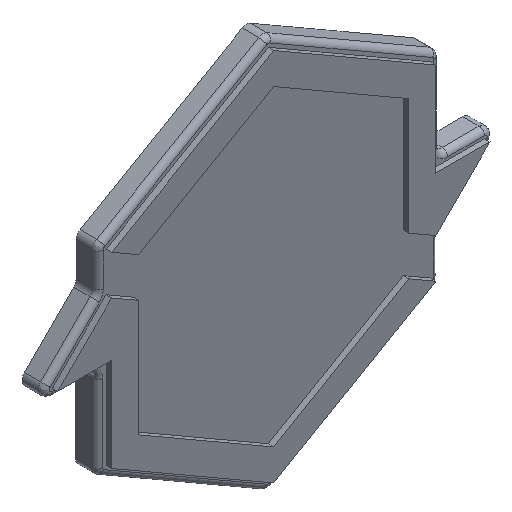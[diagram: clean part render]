
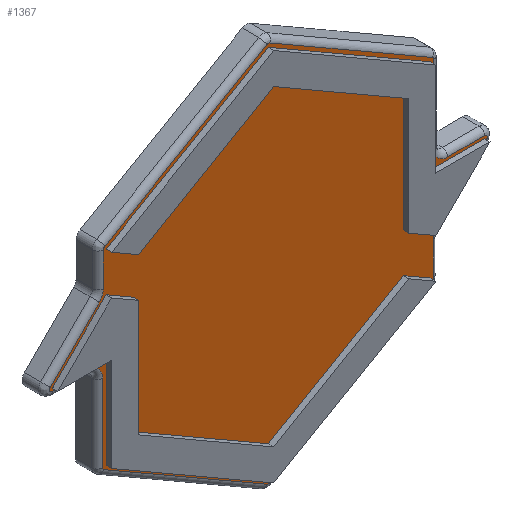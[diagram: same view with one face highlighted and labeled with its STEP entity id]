
A CAD part, isometric view. The second image highlights one B-rep face of the part: STEP entity #1367.
In plain terms, the highlighted planar face has unit normal (0, -1, 0).
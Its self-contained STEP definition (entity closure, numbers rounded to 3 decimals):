
#31=PLANE('',#1515);
#74=LINE('',#2034,#200);
#76=LINE('',#2054,#202);
#78=LINE('',#2066,#204);
#80=LINE('',#2092,#206);
#82=LINE('',#2104,#208);
#84=LINE('',#2124,#210);
#86=LINE('',#2144,#212);
#88=LINE('',#2164,#214);
#90=LINE('',#2176,#216);
#92=LINE('',#2202,#218);
#94=LINE('',#2214,#220);
#95=LINE('',#2230,#221);
#200=VECTOR('',#1598,10.);
#202=VECTOR('',#1610,10.);
#204=VECTOR('',#1624,10.);
#206=VECTOR('',#1636,10.);
#208=VECTOR('',#1650,10.);
#210=VECTOR('',#1662,10.);
#212=VECTOR('',#1674,10.);
#214=VECTOR('',#1686,10.);
#216=VECTOR('',#1700,10.);
#218=VECTOR('',#1712,10.);
#220=VECTOR('',#1726,10.);
#221=VECTOR('',#1735,10.);
#391=FACE_OUTER_BOUND('',#477,.T.);
#477=EDGE_LOOP('',(#1071,#1072,#1073,#1074,#1075,#1076,#1077,#1078,#1079,
#1080,#1081,#1082,#1083,#1084,#1085,#1086,#1087,#1088,#1089,#1090,#1091,
#1092,#1093,#1094));
#534=CIRCLE('',#1434,1.);
#540=CIRCLE('',#1441,1.);
#544=CIRCLE('',#1447,5.);
#548=CIRCLE('',#1452,1.);
#552=CIRCLE('',#1458,5.);
#556=CIRCLE('',#1463,1.);
#560=CIRCLE('',#1468,1.);
#564=CIRCLE('',#1473,1.);
#568=CIRCLE('',#1479,5.);
#572=CIRCLE('',#1484,1.);
#576=CIRCLE('',#1490,5.);
#580=CIRCLE('',#1495,1.);
#606=VERTEX_POINT('',#2022);
#607=VERTEX_POINT('',#2024);
#609=VERTEX_POINT('',#2030);
#611=VERTEX_POINT('',#2044);
#613=VERTEX_POINT('',#2050);
#615=VERTEX_POINT('',#2056);
#617=VERTEX_POINT('',#2062);
#619=VERTEX_POINT('',#2082);
#621=VERTEX_POINT('',#2088);
#623=VERTEX_POINT('',#2094);
#625=VERTEX_POINT('',#2100);
#627=VERTEX_POINT('',#2114);
#629=VERTEX_POINT('',#2120);
#631=VERTEX_POINT('',#2134);
#633=VERTEX_POINT('',#2140);
#635=VERTEX_POINT('',#2154);
#637=VERTEX_POINT('',#2160);
#639=VERTEX_POINT('',#2166);
#641=VERTEX_POINT('',#2172);
#643=VERTEX_POINT('',#2192);
#645=VERTEX_POINT('',#2198);
#647=VERTEX_POINT('',#2204);
#649=VERTEX_POINT('',#2210);
#651=VERTEX_POINT('',#2224);
#730=EDGE_CURVE('',#606,#607,#534,.T.);
#735=EDGE_CURVE('',#607,#609,#74,.T.);
#738=EDGE_CURVE('',#609,#611,#540,.T.);
#741=EDGE_CURVE('',#611,#613,#76,.T.);
#744=EDGE_CURVE('',#613,#615,#544,.T.);
#747=EDGE_CURVE('',#615,#617,#78,.T.);
#750=EDGE_CURVE('',#617,#619,#548,.T.);
#753=EDGE_CURVE('',#619,#621,#80,.T.);
#756=EDGE_CURVE('',#621,#623,#552,.T.);
#759=EDGE_CURVE('',#623,#625,#82,.T.);
#762=EDGE_CURVE('',#625,#627,#556,.T.);
#765=EDGE_CURVE('',#627,#629,#84,.T.);
#768=EDGE_CURVE('',#629,#631,#560,.T.);
#771=EDGE_CURVE('',#631,#633,#86,.T.);
#774=EDGE_CURVE('',#633,#635,#564,.T.);
#777=EDGE_CURVE('',#635,#637,#88,.T.);
#780=EDGE_CURVE('',#637,#639,#568,.T.);
#783=EDGE_CURVE('',#639,#641,#90,.T.);
#786=EDGE_CURVE('',#641,#643,#572,.T.);
#789=EDGE_CURVE('',#643,#645,#92,.T.);
#792=EDGE_CURVE('',#645,#647,#576,.T.);
#795=EDGE_CURVE('',#647,#649,#94,.T.);
#798=EDGE_CURVE('',#649,#651,#580,.T.);
#799=EDGE_CURVE('',#651,#606,#95,.T.);
#1071=ORIENTED_EDGE('',*,*,#730,.F.);
#1072=ORIENTED_EDGE('',*,*,#799,.F.);
#1073=ORIENTED_EDGE('',*,*,#798,.F.);
#1074=ORIENTED_EDGE('',*,*,#795,.F.);
#1075=ORIENTED_EDGE('',*,*,#792,.F.);
#1076=ORIENTED_EDGE('',*,*,#789,.F.);
#1077=ORIENTED_EDGE('',*,*,#786,.F.);
#1078=ORIENTED_EDGE('',*,*,#783,.F.);
#1079=ORIENTED_EDGE('',*,*,#780,.F.);
#1080=ORIENTED_EDGE('',*,*,#777,.F.);
#1081=ORIENTED_EDGE('',*,*,#774,.F.);
#1082=ORIENTED_EDGE('',*,*,#771,.F.);
#1083=ORIENTED_EDGE('',*,*,#768,.F.);
#1084=ORIENTED_EDGE('',*,*,#765,.F.);
#1085=ORIENTED_EDGE('',*,*,#762,.F.);
#1086=ORIENTED_EDGE('',*,*,#759,.F.);
#1087=ORIENTED_EDGE('',*,*,#756,.F.);
#1088=ORIENTED_EDGE('',*,*,#753,.F.);
#1089=ORIENTED_EDGE('',*,*,#750,.F.);
#1090=ORIENTED_EDGE('',*,*,#747,.F.);
#1091=ORIENTED_EDGE('',*,*,#744,.F.);
#1092=ORIENTED_EDGE('',*,*,#741,.F.);
#1093=ORIENTED_EDGE('',*,*,#738,.F.);
#1094=ORIENTED_EDGE('',*,*,#735,.F.);
#1367=ADVANCED_FACE('',(#391),#31,.T.);
#1434=AXIS2_PLACEMENT_3D('',#2025,#1587,#1588);
#1441=AXIS2_PLACEMENT_3D('',#2048,#1603,#1604);
#1447=AXIS2_PLACEMENT_3D('',#2060,#1617,#1618);
#1452=AXIS2_PLACEMENT_3D('',#2086,#1629,#1630);
#1458=AXIS2_PLACEMENT_3D('',#2098,#1643,#1644);
#1463=AXIS2_PLACEMENT_3D('',#2118,#1655,#1656);
#1468=AXIS2_PLACEMENT_3D('',#2138,#1667,#1668);
#1473=AXIS2_PLACEMENT_3D('',#2158,#1679,#1680);
#1479=AXIS2_PLACEMENT_3D('',#2170,#1693,#1694);
#1484=AXIS2_PLACEMENT_3D('',#2196,#1705,#1706);
#1490=AXIS2_PLACEMENT_3D('',#2208,#1719,#1720);
#1495=AXIS2_PLACEMENT_3D('',#2228,#1731,#1732);
#1515=AXIS2_PLACEMENT_3D('',#2282,#1792,#1793);
#1587=DIRECTION('center_axis',(0.,1.,0.));
#1588=DIRECTION('ref_axis',(0.,0.,1.));
#1598=DIRECTION('',(0.866,0.,-0.5));
#1603=DIRECTION('center_axis',(0.,1.,0.));
#1604=DIRECTION('ref_axis',(0.866,0.,0.5));
#1610=DIRECTION('',(0.,0.,-1.));
#1617=DIRECTION('center_axis',(0.,-1.,0.));
#1618=DIRECTION('ref_axis',(-0.707,0.,-0.707));
#1624=DIRECTION('',(1.,0.,0.));
#1629=DIRECTION('center_axis',(0.,1.,0.));
#1630=DIRECTION('ref_axis',(0.924,0.,0.383));
#1636=DIRECTION('',(-0.707,0.,-0.707));
#1643=DIRECTION('center_axis',(0.,-1.,0.));
#1644=DIRECTION('ref_axis',(-0.924,0.,0.383));
#1650=DIRECTION('',(0.,0.,-1.));
#1655=DIRECTION('center_axis',(0.,1.,0.));
#1656=DIRECTION('ref_axis',(0.866,0.,-0.5));
#1662=DIRECTION('',(-0.866,0.,-0.5));
#1667=DIRECTION('center_axis',(0.,1.,0.));
#1668=DIRECTION('ref_axis',(0.,0.,-1.));
#1674=DIRECTION('',(-0.866,0.,0.5));
#1679=DIRECTION('center_axis',(0.,1.,0.));
#1680=DIRECTION('ref_axis',(-0.866,0.,-0.5));
#1686=DIRECTION('',(0.,0.,1.));
#1693=DIRECTION('center_axis',(0.,-1.,0.));
#1694=DIRECTION('ref_axis',(0.707,0.,0.707));
#1700=DIRECTION('',(-1.,0.,0.));
#1705=DIRECTION('center_axis',(0.,1.,0.));
#1706=DIRECTION('ref_axis',(-0.924,0.,-0.383));
#1712=DIRECTION('',(0.707,0.,0.707));
#1719=DIRECTION('center_axis',(0.,-1.,0.));
#1720=DIRECTION('ref_axis',(0.924,0.,-0.383));
#1726=DIRECTION('',(0.,0.,1.));
#1731=DIRECTION('center_axis',(0.,1.,0.));
#1732=DIRECTION('ref_axis',(-0.866,0.,0.5));
#1735=DIRECTION('',(0.866,0.,0.5));
#1792=DIRECTION('center_axis',(0.,-1.,0.));
#1793=DIRECTION('ref_axis',(0.,0.,-1.));
#2022=CARTESIAN_POINT('',(-0.5,5.,169.571));
#2024=CARTESIAN_POINT('',(0.5,5.,169.571));
#2025=CARTESIAN_POINT('Origin',(0.,5.,168.705));
#2030=CARTESIAN_POINT('',(60.,5.,135.218));
#2034=CARTESIAN_POINT('',(45.875,5.,143.373));
#2044=CARTESIAN_POINT('',(60.5,5.,134.352));
#2048=CARTESIAN_POINT('Origin',(59.5,5.,134.352));
#2050=CARTESIAN_POINT('',(60.5,5.,106.));
#2054=CARTESIAN_POINT('',(60.5,5.,101.5));
#2056=CARTESIAN_POINT('',(65.5,5.,101.));
#2060=CARTESIAN_POINT('Origin',(65.5,5.,106.));
#2062=CARTESIAN_POINT('',(79.,5.,101.));
#2066=CARTESIAN_POINT('',(39.5,5.,101.));
#2082=CARTESIAN_POINT('',(79.707,5.,99.293));
#2086=CARTESIAN_POINT('Origin',(79.,5.,100.));
#2088=CARTESIAN_POINT('',(61.714,5.,81.3));
#2092=CARTESIAN_POINT('',(50.961,5.,70.547));
#2094=CARTESIAN_POINT('',(60.25,5.,77.765));
#2098=CARTESIAN_POINT('Origin',(65.25,5.,77.765));
#2100=CARTESIAN_POINT('',(60.25,5.,65.503));
#2104=CARTESIAN_POINT('',(60.25,5.,81.886));
#2114=CARTESIAN_POINT('',(59.75,5.,64.637));
#2118=CARTESIAN_POINT('Origin',(59.25,5.,65.503));
#2120=CARTESIAN_POINT('',(0.5,5.,30.429));
#2124=CARTESIAN_POINT('',(14.625,5.,38.584));
#2134=CARTESIAN_POINT('',(-0.5,5.,30.429));
#2138=CARTESIAN_POINT('Origin',(0.,5.,31.295));
#2140=CARTESIAN_POINT('',(-60.,5.,64.782));
#2144=CARTESIAN_POINT('',(-45.875,5.,56.627));
#2154=CARTESIAN_POINT('',(-60.5,5.,65.648));
#2158=CARTESIAN_POINT('Origin',(-59.5,5.,65.648));
#2160=CARTESIAN_POINT('',(-60.5,5.,94.));
#2164=CARTESIAN_POINT('',(-60.5,5.,98.5));
#2166=CARTESIAN_POINT('',(-65.5,5.,99.));
#2170=CARTESIAN_POINT('Origin',(-65.5,5.,94.));
#2172=CARTESIAN_POINT('',(-79.,5.,99.));
#2176=CARTESIAN_POINT('',(-39.5,5.,99.));
#2192=CARTESIAN_POINT('',(-79.707,5.,100.707));
#2196=CARTESIAN_POINT('Origin',(-79.,5.,100.));
#2198=CARTESIAN_POINT('',(-61.714,5.,118.7));
#2202=CARTESIAN_POINT('',(-50.961,5.,129.453));
#2204=CARTESIAN_POINT('',(-60.25,5.,122.235));
#2208=CARTESIAN_POINT('Origin',(-65.25,5.,122.235));
#2210=CARTESIAN_POINT('',(-60.25,5.,134.497));
#2214=CARTESIAN_POINT('',(-60.25,5.,118.114));
#2224=CARTESIAN_POINT('',(-59.75,5.,135.363));
#2228=CARTESIAN_POINT('Origin',(-59.25,5.,134.497));
#2230=CARTESIAN_POINT('',(-14.625,5.,161.416));
#2282=CARTESIAN_POINT('Origin',(0.,5.,100.));
